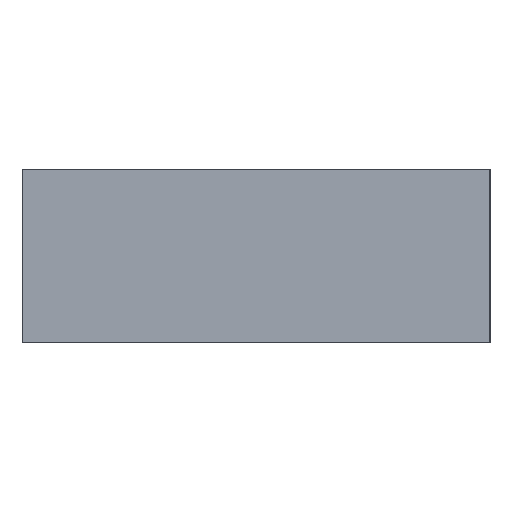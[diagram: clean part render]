
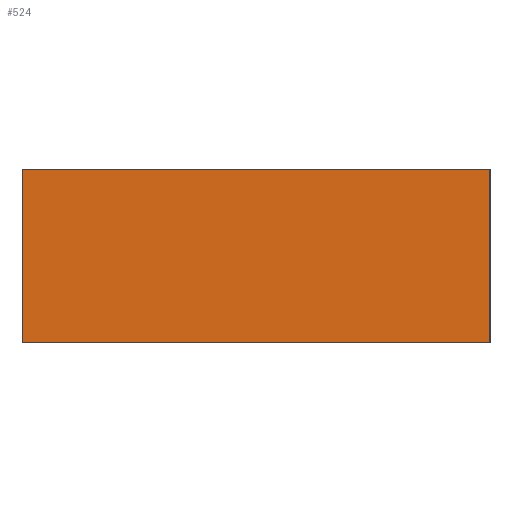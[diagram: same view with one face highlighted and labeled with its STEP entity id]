
A CAD part, left-side view. The second image highlights one B-rep face of the part: STEP entity #524.
In plain terms, the highlighted planar face has unit normal (-1, 0, 0).
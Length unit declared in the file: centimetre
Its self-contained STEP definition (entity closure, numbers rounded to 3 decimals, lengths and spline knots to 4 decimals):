
#130=VECTOR('',#611,1.);
#150=VECTOR('',#638,1.);
#151=VECTOR('',#639,1.);
#152=VECTOR('',#640,1.);
#181=LINE('',#716,#130);
#201=LINE('',#756,#150);
#202=LINE('',#758,#151);
#203=LINE('',#760,#152);
#222=PLANE('',#553);
#250=VERTEX_POINT('',#715);
#251=VERTEX_POINT('',#717);
#264=VERTEX_POINT('',#757);
#265=VERTEX_POINT('',#759);
#304=EDGE_CURVE('',#251,#250,#181,.T.);
#324=EDGE_CURVE('',#250,#264,#201,.T.);
#325=EDGE_CURVE('',#265,#264,#202,.T.);
#326=EDGE_CURVE('',#265,#251,#203,.T.);
#401=ORIENTED_EDGE('',*,*,#324,.T.);
#402=ORIENTED_EDGE('',*,*,#325,.F.);
#403=ORIENTED_EDGE('',*,*,#326,.T.);
#404=ORIENTED_EDGE('',*,*,#304,.T.);
#468=EDGE_LOOP('',(#401,#402,#403,#404));
#499=FACE_BOUND('',#468,.T.);
#524=ADVANCED_FACE('',(#499),#222,.T.);
#553=AXIS2_PLACEMENT_3D('',#755,#637,$);
#611=DIRECTION('',(0.,0.,1.));
#637=DIRECTION('',(-1.,0.,0.));
#638=DIRECTION('',(0.,1.,0.));
#639=DIRECTION('',(0.,0.,1.));
#640=DIRECTION('',(0.,-1.,0.));
#715=CARTESIAN_POINT('',(-1.5365,-0.66,0.488));
#716=CARTESIAN_POINT('',(-1.5365,-0.66,0.));
#717=CARTESIAN_POINT('',(-1.5365,-0.66,0.));
#755=CARTESIAN_POINT('',(-1.5365,0.33,0.));
#756=CARTESIAN_POINT('',(-1.5365,0.,0.488));
#757=CARTESIAN_POINT('',(-1.5365,0.66,0.488));
#758=CARTESIAN_POINT('',(-1.5365,0.66,0.));
#759=CARTESIAN_POINT('',(-1.5365,0.66,0.));
#760=CARTESIAN_POINT('',(-1.5365,0.,0.));
